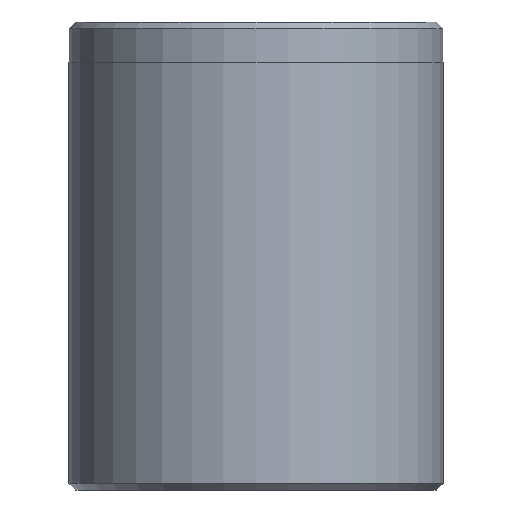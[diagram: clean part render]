
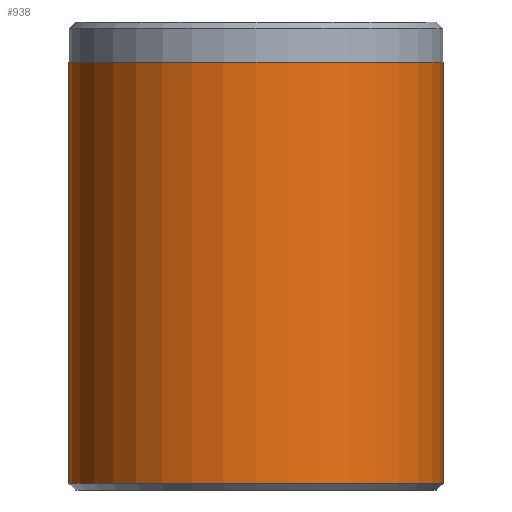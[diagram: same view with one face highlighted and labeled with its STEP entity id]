
A CAD part, front view. The second image highlights one B-rep face of the part: STEP entity #938.
In plain terms, the highlighted cylindrical face has radius 14 mm (diameter 28 mm), a partial arc.
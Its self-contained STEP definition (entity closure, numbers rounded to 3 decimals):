
#24 = FACE_OUTER_BOUND ( 'NONE', #1211, .T. ) ;
#158 = VERTEX_POINT ( 'NONE', #1481 ) ;
#266 = CIRCLE ( 'NONE', #1293, 14. ) ;
#315 = ORIENTED_EDGE ( 'NONE', *, *, #345, .T. ) ;
#345 = EDGE_CURVE ( 'NONE', #450, #556, #1311, .T. ) ;
#359 = DIRECTION ( 'NONE',  ( -1., 0., 0. ) ) ;
#374 = ORIENTED_EDGE ( 'NONE', *, *, #2256, .T. ) ;
#393 = CARTESIAN_POINT ( 'NONE',  ( 0., 0., 0.5 ) ) ;
#423 = DIRECTION ( 'NONE',  ( 0., 0., -1. ) ) ;
#442 = VECTOR ( 'NONE', #1000, 1000. ) ;
#449 = CARTESIAN_POINT ( 'NONE',  ( 14., 0., 32. ) ) ;
#450 = VERTEX_POINT ( 'NONE', #1935 ) ;
#462 = CARTESIAN_POINT ( 'NONE',  ( -14., 0., 35. ) ) ;
#556 = VERTEX_POINT ( 'NONE', #2054 ) ;
#576 = DIRECTION ( 'NONE',  ( 1., 0., 0. ) ) ;
#650 = CIRCLE ( 'NONE', #2177, 14. ) ;
#659 = ORIENTED_EDGE ( 'NONE', *, *, #1356, .F. ) ;
#698 = DIRECTION ( 'NONE',  ( 0., 0., 1. ) ) ;
#931 = CYLINDRICAL_SURFACE ( 'NONE', #1902, 14. ) ;
#938 = ADVANCED_FACE ( 'NONE', ( #24 ), #931, .T. ) ;
#985 = LINE ( 'NONE', #1186, #442 ) ;
#1000 = DIRECTION ( 'NONE',  ( 0., 0., -1. ) ) ;
#1186 = CARTESIAN_POINT ( 'NONE',  ( 14., 0., 35. ) ) ;
#1211 = EDGE_LOOP ( 'NONE', ( #1562, #659, #315, #374 ) ) ;
#1293 = AXIS2_PLACEMENT_3D ( 'NONE', #1869, #698, #2056 ) ;
#1311 = LINE ( 'NONE', #462, #2207 ) ;
#1356 = EDGE_CURVE ( 'NONE', #450, #1420, #266, .T. ) ;
#1420 = VERTEX_POINT ( 'NONE', #449 ) ;
#1481 = CARTESIAN_POINT ( 'NONE',  ( 14., 0., 0.5 ) ) ;
#1539 = CARTESIAN_POINT ( 'NONE',  ( 0., 0., 35. ) ) ;
#1562 = ORIENTED_EDGE ( 'NONE', *, *, #2077, .F. ) ;
#1756 = DIRECTION ( 'NONE',  ( 0., 0., 1. ) ) ;
#1869 = CARTESIAN_POINT ( 'NONE',  ( 0., 0., 32. ) ) ;
#1902 = AXIS2_PLACEMENT_3D ( 'NONE', #1539, #2488, #359 ) ;
#1935 = CARTESIAN_POINT ( 'NONE',  ( -14., 0., 32. ) ) ;
#2054 = CARTESIAN_POINT ( 'NONE',  ( -14., 0., 0.5 ) ) ;
#2056 = DIRECTION ( 'NONE',  ( 1., 0., 0. ) ) ;
#2077 = EDGE_CURVE ( 'NONE', #1420, #158, #985, .T. ) ;
#2177 = AXIS2_PLACEMENT_3D ( 'NONE', #393, #1756, #576 ) ;
#2207 = VECTOR ( 'NONE', #423, 1000. ) ;
#2256 = EDGE_CURVE ( 'NONE', #556, #158, #650, .T. ) ;
#2488 = DIRECTION ( 'NONE',  ( 0., 0., -1. ) ) ;
